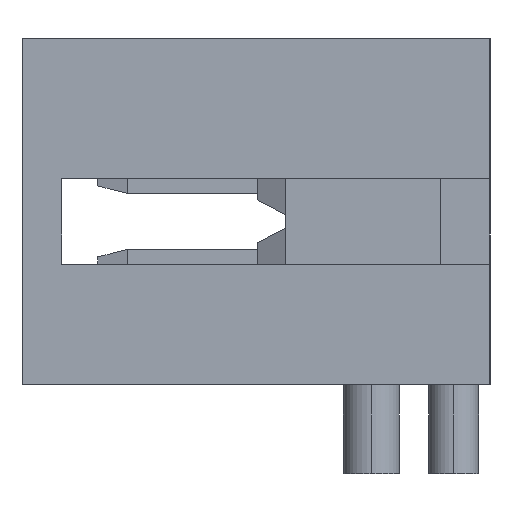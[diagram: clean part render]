
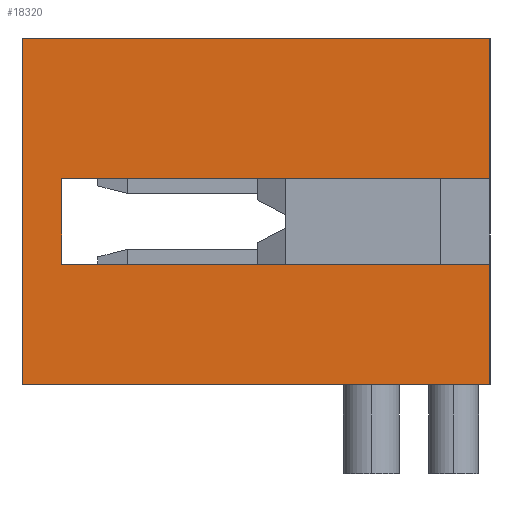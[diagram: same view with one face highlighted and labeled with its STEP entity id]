
A CAD part, left-side view. The second image highlights one B-rep face of the part: STEP entity #18320.
In plain terms, the highlighted planar face has unit normal (-1, 0, 0).
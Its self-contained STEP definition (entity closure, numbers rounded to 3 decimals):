
#1191 = CARTESIAN_POINT ( 'NONE',  ( -5.6, -29.409, 5.25 ) ) ;
#1514 = ORIENTED_EDGE ( 'NONE', *, *, #15049, .T. ) ;
#1563 = CARTESIAN_POINT ( 'NONE',  ( -5.6, -16.409, -1.6 ) ) ;
#1596 = AXIS2_PLACEMENT_3D ( 'NONE', #2423, #12852, #25548 ) ;
#1902 = VECTOR ( 'NONE', #23695, 1000. ) ;
#2046 = VERTEX_POINT ( 'NONE', #26726 ) ;
#2423 = CARTESIAN_POINT ( 'NONE',  ( -5.6, -29.409, 5.25 ) ) ;
#2748 = FACE_OUTER_BOUND ( 'NONE', #31638, .T. ) ;
#2863 = DIRECTION ( 'NONE',  ( 0., -1., 0. ) ) ;
#2964 = CARTESIAN_POINT ( 'NONE',  ( -5.6, -29.409, 5.25 ) ) ;
#3222 = CARTESIAN_POINT ( 'NONE',  ( -5.6, -15.209, 5.25 ) ) ;
#3604 = DIRECTION ( 'NONE',  ( 0., 1., 0. ) ) ;
#5107 = VERTEX_POINT ( 'NONE', #1563 ) ;
#5565 = LINE ( 'NONE', #10865, #20517 ) ;
#5594 = LINE ( 'NONE', #19131, #27403 ) ;
#6306 = LINE ( 'NONE', #16752, #29297 ) ;
#6911 = VERTEX_POINT ( 'NONE', #2964 ) ;
#8061 = CARTESIAN_POINT ( 'NONE',  ( -5.6, -15.209, 5.25 ) ) ;
#10865 = CARTESIAN_POINT ( 'NONE',  ( -5.6, -29.409, -5.25 ) ) ;
#11383 = VECTOR ( 'NONE', #20934, 1000. ) ;
#11568 = VERTEX_POINT ( 'NONE', #31207 ) ;
#12852 = DIRECTION ( 'NONE',  ( 1., 0., 0. ) ) ;
#13672 = EDGE_CURVE ( 'NONE', #5107, #30981, #13771, .T. ) ;
#13771 = LINE ( 'NONE', #23893, #26511 ) ;
#14034 = CARTESIAN_POINT ( 'NONE',  ( -5.6, -29.409, 1. ) ) ;
#14390 = VERTEX_POINT ( 'NONE', #3222 ) ;
#14408 = DIRECTION ( 'NONE',  ( 0., 0., 1. ) ) ;
#15049 = EDGE_CURVE ( 'NONE', #16942, #20738, #25603, .T. ) ;
#16003 = DIRECTION ( 'NONE',  ( 0., 0., 1. ) ) ;
#16181 = DIRECTION ( 'NONE',  ( 0., -1., 0. ) ) ;
#16752 = CARTESIAN_POINT ( 'NONE',  ( -5.6, -16.409, -1.6 ) ) ;
#16942 = VERTEX_POINT ( 'NONE', #25190 ) ;
#17329 = LINE ( 'NONE', #30342, #22359 ) ;
#18204 = EDGE_CURVE ( 'NONE', #20738, #6911, #17329, .T. ) ;
#18320 = ADVANCED_FACE ( 'NONE', ( #2748 ), #20238, .F. ) ;
#18685 = ORIENTED_EDGE ( 'NONE', *, *, #20487, .T. ) ;
#19131 = CARTESIAN_POINT ( 'NONE',  ( -5.6, -15.209, -5.25 ) ) ;
#19736 = EDGE_CURVE ( 'NONE', #2046, #30981, #5565, .T. ) ;
#20238 = PLANE ( 'NONE',  #1596 ) ;
#20487 = EDGE_CURVE ( 'NONE', #5107, #16942, #6306, .T. ) ;
#20517 = VECTOR ( 'NONE', #16003, 1000. ) ;
#20738 = VERTEX_POINT ( 'NONE', #14034 ) ;
#20934 = DIRECTION ( 'NONE',  ( 0., 0., -1. ) ) ;
#22083 = CARTESIAN_POINT ( 'NONE',  ( -5.6, -29.409, -1.6 ) ) ;
#22122 = EDGE_CURVE ( 'NONE', #14390, #11568, #26727, .T. ) ;
#22359 = VECTOR ( 'NONE', #14408, 1000. ) ;
#23695 = DIRECTION ( 'NONE',  ( 0., -1., 0. ) ) ;
#23764 = ORIENTED_EDGE ( 'NONE', *, *, #27965, .T. ) ;
#23893 = CARTESIAN_POINT ( 'NONE',  ( -5.6, -16.409, -1.6 ) ) ;
#25190 = CARTESIAN_POINT ( 'NONE',  ( -5.6, -16.409, 1. ) ) ;
#25548 = DIRECTION ( 'NONE',  ( 0., 1., 0. ) ) ;
#25603 = LINE ( 'NONE', #28169, #1902 ) ;
#25647 = ORIENTED_EDGE ( 'NONE', *, *, #13672, .F. ) ;
#26511 = VECTOR ( 'NONE', #16181, 1000. ) ;
#26726 = CARTESIAN_POINT ( 'NONE',  ( -5.6, -29.409, -5.25 ) ) ;
#26727 = LINE ( 'NONE', #8061, #11383 ) ;
#27043 = LINE ( 'NONE', #1191, #28369 ) ;
#27403 = VECTOR ( 'NONE', #2863, 1000. ) ;
#27946 = ORIENTED_EDGE ( 'NONE', *, *, #31140, .T. ) ;
#27965 = EDGE_CURVE ( 'NONE', #6911, #14390, #27043, .T. ) ;
#28169 = CARTESIAN_POINT ( 'NONE',  ( -5.6, -16.409, 1. ) ) ;
#28369 = VECTOR ( 'NONE', #3604, 1000. ) ;
#29027 = ORIENTED_EDGE ( 'NONE', *, *, #19736, .T. ) ;
#29297 = VECTOR ( 'NONE', #31819, 1000. ) ;
#29670 = ORIENTED_EDGE ( 'NONE', *, *, #22122, .T. ) ;
#30342 = CARTESIAN_POINT ( 'NONE',  ( -5.6, -29.409, 1. ) ) ;
#30981 = VERTEX_POINT ( 'NONE', #22083 ) ;
#31140 = EDGE_CURVE ( 'NONE', #11568, #2046, #5594, .T. ) ;
#31207 = CARTESIAN_POINT ( 'NONE',  ( -5.6, -15.209, -5.25 ) ) ;
#31638 = EDGE_LOOP ( 'NONE', ( #1514, #33360, #23764, #29670, #27946, #29027, #25647, #18685 ) ) ;
#31819 = DIRECTION ( 'NONE',  ( 0., 0., 1. ) ) ;
#33360 = ORIENTED_EDGE ( 'NONE', *, *, #18204, .T. ) ;
